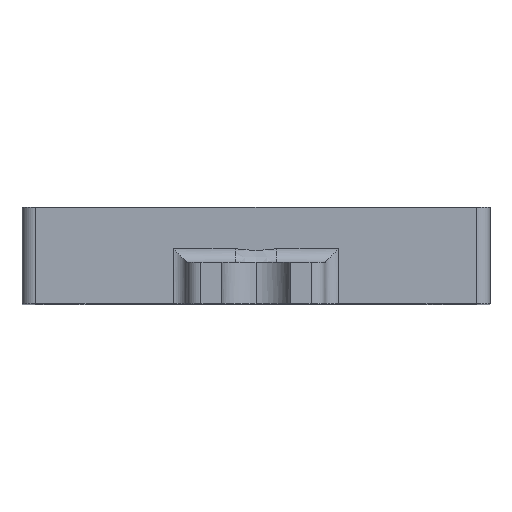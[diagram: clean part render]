
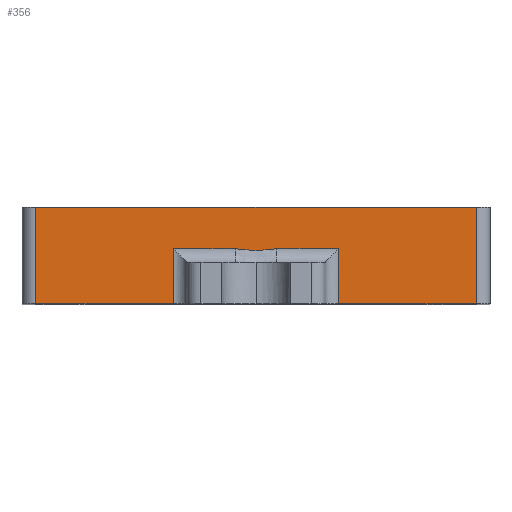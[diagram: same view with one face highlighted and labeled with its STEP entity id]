
A CAD part, top view. The second image highlights one B-rep face of the part: STEP entity #356.
In plain terms, the highlighted planar face has unit normal (0, 0, 1).
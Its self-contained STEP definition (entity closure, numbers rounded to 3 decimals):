
#35 = DIRECTION ( 'NONE',  ( 1., 0., 0. ) ) ;
#144 = LINE ( 'NONE', #1673, #1329 ) ;
#197 = LINE ( 'NONE', #1541, #716 ) ;
#207 = VECTOR ( 'NONE', #35, 1000. ) ;
#228 = LINE ( 'NONE', #1759, #2196 ) ;
#245 = VECTOR ( 'NONE', #1993, 1000. ) ;
#280 = DIRECTION ( 'NONE',  ( 1., 0., 0. ) ) ;
#311 = CARTESIAN_POINT ( 'NONE',  ( 2.513, 59.488, 85. ) ) ;
#343 = AXIS2_PLACEMENT_3D ( 'NONE', #2815, #1062, #2586 ) ;
#356 = ADVANCED_FACE ( 'NONE', ( #1901 ), #1522, .F. ) ;
#383 = CARTESIAN_POINT ( 'NONE',  ( -6.24, 60., 85. ) ) ;
#393 = CARTESIAN_POINT ( 'NONE',  ( 80., 70., 85. ) ) ;
#409 = VERTEX_POINT ( 'NONE', #446 ) ;
#446 = CARTESIAN_POINT ( 'NONE',  ( 80., 40., 85. ) ) ;
#501 = EDGE_CURVE ( 'NONE', #2465, #1892, #1373, .T. ) ;
#510 = CARTESIAN_POINT ( 'NONE',  ( 3.135, 59.573, 85. ) ) ;
#514 = EDGE_CURVE ( 'NONE', #2550, #2312, #700, .T. ) ;
#558 = CARTESIAN_POINT ( 'NONE',  ( -80., 40., 85. ) ) ;
#644 = CARTESIAN_POINT ( 'NONE',  ( -80., 75., 85. ) ) ;
#649 = EDGE_CURVE ( 'NONE', #1210, #2550, #2413, .T. ) ;
#651 = DIRECTION ( 'NONE',  ( 1., 0., 0. ) ) ;
#655 = CARTESIAN_POINT ( 'NONE',  ( 80., 75., 85. ) ) ;
#700 = LINE ( 'NONE', #2670, #2542 ) ;
#706 = EDGE_CURVE ( 'NONE', #2131, #1278, #1824, .T. ) ;
#716 = VECTOR ( 'NONE', #1054, 1000. ) ;
#765 = CARTESIAN_POINT ( 'NONE',  ( 7.5, 60., 85. ) ) ;
#811 = CARTESIAN_POINT ( 'NONE',  ( -30., 60., 85. ) ) ;
#936 = CARTESIAN_POINT ( 'NONE',  ( -1.248, 59.365, 85. ) ) ;
#976 = CARTESIAN_POINT ( 'NONE',  ( 0.64, 59.331, 85. ) ) ;
#1012 = CARTESIAN_POINT ( 'NONE',  ( -30., 40., 85. ) ) ;
#1013 = ORIENTED_EDGE ( 'NONE', *, *, #706, .T. ) ;
#1035 = EDGE_CURVE ( 'NONE', #2312, #1250, #197, .T. ) ;
#1040 = EDGE_CURVE ( 'NONE', #2465, #2803, #2158, .T. ) ;
#1050 = ORIENTED_EDGE ( 'NONE', *, *, #1513, .T. ) ;
#1053 = EDGE_CURVE ( 'NONE', #2803, #2131, #228, .T. ) ;
#1054 = DIRECTION ( 'NONE',  ( 0., -1., 0. ) ) ;
#1062 = DIRECTION ( 'NONE',  ( 0., 0., -1. ) ) ;
#1083 = ORIENTED_EDGE ( 'NONE', *, *, #501, .F. ) ;
#1094 = VECTOR ( 'NONE', #2830, 1000. ) ;
#1123 = LINE ( 'NONE', #1571, #245 ) ;
#1172 = DIRECTION ( 'NONE',  ( 0., 1., 0. ) ) ;
#1199 = CARTESIAN_POINT ( 'NONE',  ( -7.5, 60., 85. ) ) ;
#1207 = CARTESIAN_POINT ( 'NONE',  ( -0.618, 59.33, 85. ) ) ;
#1210 = VERTEX_POINT ( 'NONE', #1199 ) ;
#1250 = VERTEX_POINT ( 'NONE', #1398 ) ;
#1264 = ORIENTED_EDGE ( 'NONE', *, *, #2485, .T. ) ;
#1278 = VERTEX_POINT ( 'NONE', #811 ) ;
#1329 = VECTOR ( 'NONE', #2730, 1000. ) ;
#1373 = LINE ( 'NONE', #1811, #207 ) ;
#1381 = CARTESIAN_POINT ( 'NONE',  ( -2.499, 59.487, 85. ) ) ;
#1398 = CARTESIAN_POINT ( 'NONE',  ( 30., 40., 85. ) ) ;
#1462 = VECTOR ( 'NONE', #2385, 1000. ) ;
#1484 = CARTESIAN_POINT ( 'NONE',  ( -7.5, 60., 85. ) ) ;
#1513 = EDGE_CURVE ( 'NONE', #1250, #409, #1123, .T. ) ;
#1522 = PLANE ( 'NONE',  #343 ) ;
#1541 = CARTESIAN_POINT ( 'NONE',  ( 30., 70., 85. ) ) ;
#1571 = CARTESIAN_POINT ( 'NONE',  ( -80., 40., 85. ) ) ;
#1673 = CARTESIAN_POINT ( 'NONE',  ( 25., 60., 85. ) ) ;
#1730 = CARTESIAN_POINT ( 'NONE',  ( 30., 60., 85. ) ) ;
#1759 = CARTESIAN_POINT ( 'NONE',  ( -80., 40., 85. ) ) ;
#1811 = CARTESIAN_POINT ( 'NONE',  ( -80., 75., 85. ) ) ;
#1824 = LINE ( 'NONE', #2036, #2664 ) ;
#1841 = ORIENTED_EDGE ( 'NONE', *, *, #2209, .T. ) ;
#1848 = CARTESIAN_POINT ( 'NONE',  ( 1.266, 59.367, 85. ) ) ;
#1892 = VERTEX_POINT ( 'NONE', #655 ) ;
#1901 = FACE_OUTER_BOUND ( 'NONE', #1911, .T. ) ;
#1911 = EDGE_LOOP ( 'NONE', ( #1050, #1264, #1083, #2259, #2564, #1013, #1841, #2116, #2179, #2218 ) ) ;
#1992 = CARTESIAN_POINT ( 'NONE',  ( -80., 70., 85. ) ) ;
#1993 = DIRECTION ( 'NONE',  ( 1., 0., 0. ) ) ;
#2036 = CARTESIAN_POINT ( 'NONE',  ( -30., 70., 85. ) ) ;
#2046 = CARTESIAN_POINT ( 'NONE',  ( -3.122, 59.571, 85. ) ) ;
#2060 = CARTESIAN_POINT ( 'NONE',  ( 5., 59.829, 85. ) ) ;
#2073 = CARTESIAN_POINT ( 'NONE',  ( -4.991, 59.827, 85. ) ) ;
#2116 = ORIENTED_EDGE ( 'NONE', *, *, #649, .T. ) ;
#2131 = VERTEX_POINT ( 'NONE', #1012 ) ;
#2158 = LINE ( 'NONE', #1992, #1462 ) ;
#2179 = ORIENTED_EDGE ( 'NONE', *, *, #514, .T. ) ;
#2196 = VECTOR ( 'NONE', #651, 1000. ) ;
#2209 = EDGE_CURVE ( 'NONE', #1278, #1210, #144, .T. ) ;
#2218 = ORIENTED_EDGE ( 'NONE', *, *, #1035, .T. ) ;
#2259 = ORIENTED_EDGE ( 'NONE', *, *, #1040, .T. ) ;
#2312 = VERTEX_POINT ( 'NONE', #1730 ) ;
#2366 = LINE ( 'NONE', #393, #1094 ) ;
#2385 = DIRECTION ( 'NONE',  ( 0., -1., 0. ) ) ;
#2413 = B_SPLINE_CURVE_WITH_KNOTS ( 'NONE', 3,
 ( #1484, #383, #2073, #2046, #1381, #936, #1207, #976, #1848, #311, #510, #2060, #2740, #765 ),
 .UNSPECIFIED., .F., .F.,
 ( 4, 2, 2, 2, 2, 2, 4 ),
 ( 0., 0.004, 0.006, 0.008, 0.009, 0.011, 0.015 ),
 .UNSPECIFIED. ) ;
#2465 = VERTEX_POINT ( 'NONE', #644 ) ;
#2485 = EDGE_CURVE ( 'NONE', #409, #1892, #2366, .T. ) ;
#2542 = VECTOR ( 'NONE', #280, 1000. ) ;
#2550 = VERTEX_POINT ( 'NONE', #2833 ) ;
#2564 = ORIENTED_EDGE ( 'NONE', *, *, #1053, .T. ) ;
#2586 = DIRECTION ( 'NONE',  ( -1., 0., 0. ) ) ;
#2664 = VECTOR ( 'NONE', #1172, 1000. ) ;
#2670 = CARTESIAN_POINT ( 'NONE',  ( 25., 60., 85. ) ) ;
#2730 = DIRECTION ( 'NONE',  ( 1., 0., 0. ) ) ;
#2740 = CARTESIAN_POINT ( 'NONE',  ( 6.243, 60., 85. ) ) ;
#2803 = VERTEX_POINT ( 'NONE', #558 ) ;
#2815 = CARTESIAN_POINT ( 'NONE',  ( -80., 70., 85. ) ) ;
#2830 = DIRECTION ( 'NONE',  ( 0., 1., 0. ) ) ;
#2833 = CARTESIAN_POINT ( 'NONE',  ( 7.5, 60., 85. ) ) ;
